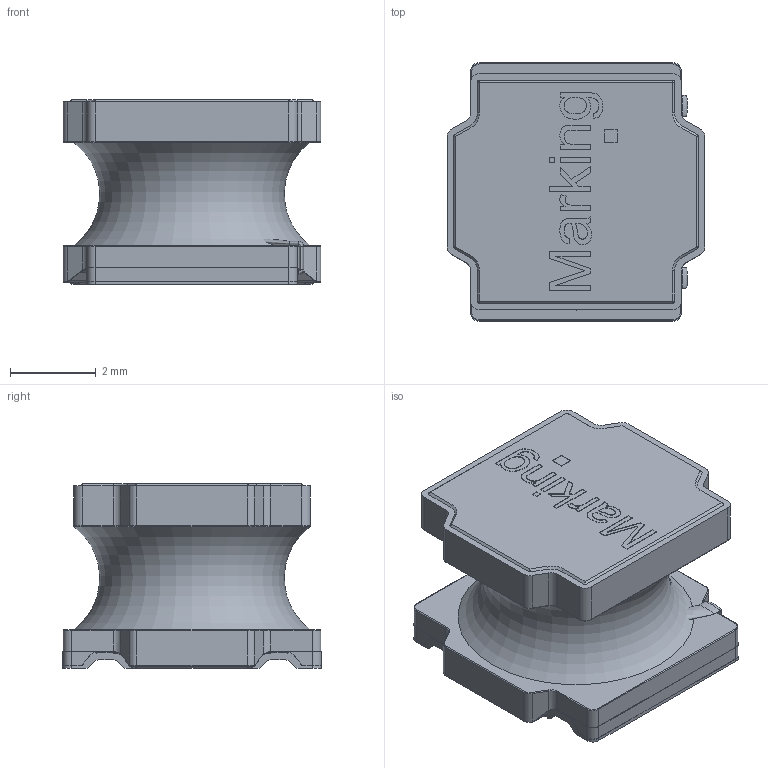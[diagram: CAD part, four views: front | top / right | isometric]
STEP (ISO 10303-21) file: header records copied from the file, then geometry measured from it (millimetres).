
FILE_DESCRIPTION(/* description */ ('Unknown'),/* implementation_level */ '2;1');
FILE_NAME(/* name */ '78404064xxx_6045',/* time_stamp */ '2022-03-04T13:45:21+01:00',/* author */ ('Unknown'),/* organization */ ('Unknown'),/* preprocessor_version */ 'ST-DEVELOPER v16.7',/* originating_system */ 'Solid Edge',/* authorisation */ 'Unknown');
FILE_SCHEMA (('AUTOMOTIVE_DESIGN {1 0 10303 214 3 1 1}'));
Length unit declared in the file: millimetre
Products named in the file (5): 78404064xxx_6045; housing; contact; spule; Glue
Assembly tree (4 placements, depth 2):
  78404064xxx_6045
    housing
    contact
    spule
    Glue
Bounding box: 6 x 6.02 x 4.3 mm (x, y, z)
Volume: 111.6 mm3; surface area: 457.3 mm2
Topology: 5 solids, 5 shells, 433 faces, 1077 edges, 650 vertices
Faces by surface type: plane 174, cylinder 124, torus 61, bspline 50, cone 24
Full cylindrical faces by diameter (mm): 2.8 x1, 3 x1
Entity records: 16935 total; most frequent: CARTESIAN_POINT 4882, ORIENTED_EDGE 2070, DIRECTION 2013, EDGE_CURVE 1035, AXIS2_PLACEMENT_3D 760, VERTEX_POINT 647, LINE 493, VECTOR 493
